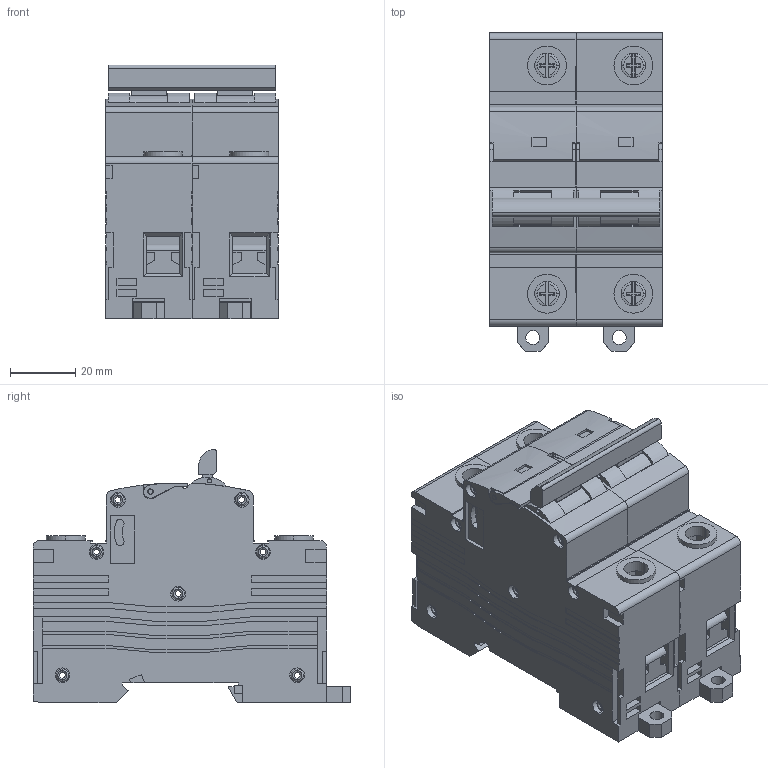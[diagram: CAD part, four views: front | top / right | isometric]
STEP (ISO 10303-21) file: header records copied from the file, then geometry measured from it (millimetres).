
FILE_DESCRIPTION (( 'STEP AP214' ), '1' );
FILE_NAME ('Âûêëþ÷àòåëü àâòîìàòè÷åñêèé AV-125 2Ð äî 125À EKF AVERES (mcb125-2-100C-av).STEP', '2023-09-18T08:03:07', ( '' ), ( '' ), 'SwSTEP 2.0', 'SolidWorks 2021', '' );
FILE_SCHEMA (( 'AUTOMOTIVE_DESIGN' ));
Length unit declared in the file: millimetre
Products named in the file (1): Âûêëþ÷àòåëü àâòîìàòè÷åñêèé AV-125 2Ð äî 125À EKF AVERES (mcb125-2-100C-av)
Bounding box: 53 x 97.5 x 77.89 mm (x, y, z)
Volume: 249273.6 mm3; surface area: 59042.5 mm2
Topology: 43 solids, 43 shells, 1285 faces, 3281 edges, 2118 vertices
Faces by surface type: plane 800, cylinder 365, torus 120
Entity records: 46900 total; most frequent: CARTESIAN_POINT 6869, DIRECTION 6787, ORIENTED_EDGE 6562, EDGE_CURVE 3281, LINE 2299, VECTOR 2299, AXIS2_PLACEMENT_3D 2244, VERTEX_POINT 2118
